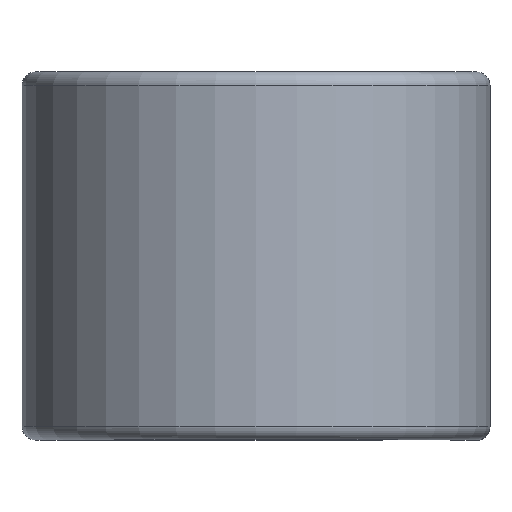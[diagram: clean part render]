
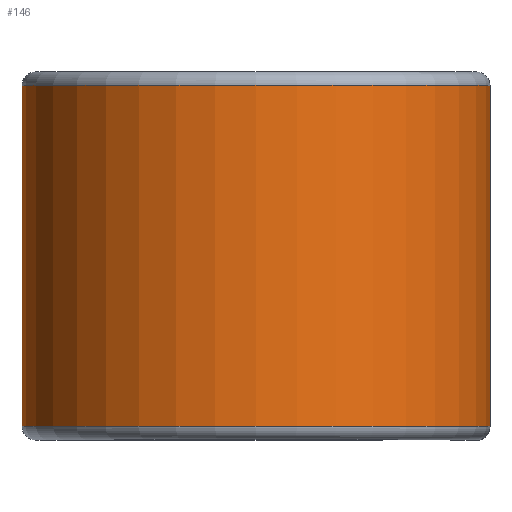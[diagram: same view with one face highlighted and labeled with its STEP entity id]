
A CAD part, top view. The second image highlights one B-rep face of the part: STEP entity #146.
In plain terms, the highlighted cylindrical face has radius 13.119 mm (diameter 26.238 mm), a partial arc.
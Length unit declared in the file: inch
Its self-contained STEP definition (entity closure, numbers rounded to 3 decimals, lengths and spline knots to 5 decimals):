
#63 = CARTESIAN_POINT ( 'NONE',  ( 0., -0.37625, -0.5165 ) ) ;
#88 = FACE_OUTER_BOUND ( 'NONE', #782, .T. ) ;
#146 = ADVANCED_FACE ( 'NONE', ( #88 ), #636, .T. ) ;
#258 = VERTEX_POINT ( 'NONE', #644 ) ;
#405 = ORIENTED_EDGE ( 'NONE', *, *, #416, .F. ) ;
#416 = EDGE_CURVE ( 'NONE', #826, #1938, #1247, .T. ) ;
#471 = CARTESIAN_POINT ( 'NONE',  ( 0.5165, -0.37625, 0. ) ) ;
#485 = CARTESIAN_POINT ( 'NONE',  ( 0., 0.37625, -0.5165 ) ) ;
#547 = EDGE_CURVE ( 'NONE', #894, #826, #1903, .T. ) ;
#558 = EDGE_CURVE ( 'NONE', #894, #258, #969, .T. ) ;
#559 = CARTESIAN_POINT ( 'NONE',  ( 0., -0.37625, 0. ) ) ;
#563 = EDGE_CURVE ( 'NONE', #258, #1938, #974, .T. ) ;
#574 = ORIENTED_EDGE ( 'NONE', *, *, #563, .T. ) ;
#592 = DIRECTION ( 'NONE',  ( 0., -1., 0. ) ) ;
#636 = CYLINDRICAL_SURFACE ( 'NONE', #2101, 0.5165 ) ;
#644 = CARTESIAN_POINT ( 'NONE',  ( 0.5165, 0.37625, 0. ) ) ;
#718 = DIRECTION ( 'NONE',  ( 0., 0., -1. ) ) ;
#782 = EDGE_LOOP ( 'NONE', ( #1429, #574, #405, #1936 ) ) ;
#789 = DIRECTION ( 'NONE',  ( 0., 0., -1. ) ) ;
#803 = AXIS2_PLACEMENT_3D ( 'NONE', #1245, #2316, #2324 ) ;
#816 = AXIS2_PLACEMENT_3D ( 'NONE', #559, #592, #789 ) ;
#826 = VERTEX_POINT ( 'NONE', #63 ) ;
#894 = VERTEX_POINT ( 'NONE', #471 ) ;
#941 = VECTOR ( 'NONE', #1006, 39.37008 ) ;
#969 = LINE ( 'NONE', #999, #941 ) ;
#974 = CIRCLE ( 'NONE', #803, 0.5165 ) ;
#999 = CARTESIAN_POINT ( 'NONE',  ( 0.5165, 0.37625, 0. ) ) ;
#1006 = DIRECTION ( 'NONE',  ( 0., 1., 0. ) ) ;
#1221 = VECTOR ( 'NONE', #1613, 39.37008 ) ;
#1245 = CARTESIAN_POINT ( 'NONE',  ( 0., 0.37625, 0. ) ) ;
#1247 = LINE ( 'NONE', #2194, #1221 ) ;
#1429 = ORIENTED_EDGE ( 'NONE', *, *, #558, .T. ) ;
#1613 = DIRECTION ( 'NONE',  ( 0., 1., 0. ) ) ;
#1903 = CIRCLE ( 'NONE', #816, 0.5165 ) ;
#1936 = ORIENTED_EDGE ( 'NONE', *, *, #547, .F. ) ;
#1938 = VERTEX_POINT ( 'NONE', #485 ) ;
#2101 = AXIS2_PLACEMENT_3D ( 'NONE', #2127, #2323, #718 ) ;
#2127 = CARTESIAN_POINT ( 'NONE',  ( 0., 0.375, 0. ) ) ;
#2194 = CARTESIAN_POINT ( 'NONE',  ( 0., 0.37625, -0.5165 ) ) ;
#2316 = DIRECTION ( 'NONE',  ( 0., -1., 0. ) ) ;
#2323 = DIRECTION ( 'NONE',  ( 0., -1., 0. ) ) ;
#2324 = DIRECTION ( 'NONE',  ( 0., 0., -1. ) ) ;
